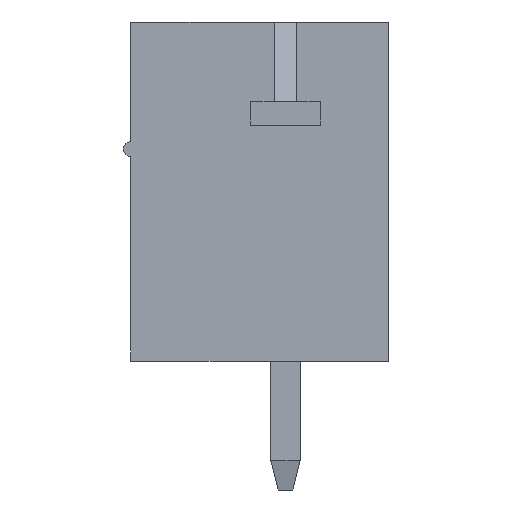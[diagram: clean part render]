
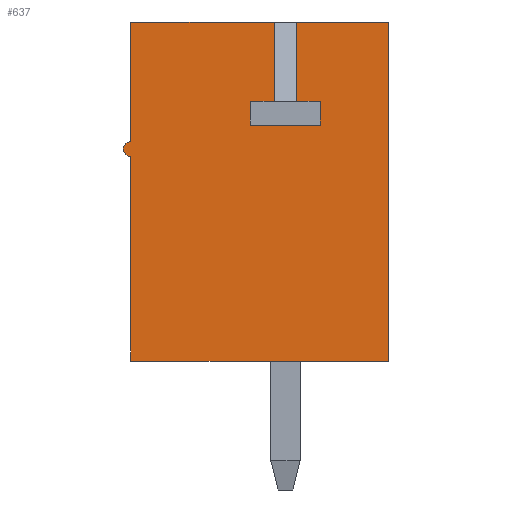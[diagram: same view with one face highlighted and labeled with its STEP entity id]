
A CAD part, left-side view. The second image highlights one B-rep face of the part: STEP entity #637.
In plain terms, the highlighted planar face has unit normal (-1, 0, 0).
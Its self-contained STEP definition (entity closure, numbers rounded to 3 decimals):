
#637 = ADVANCED_FACE( '', ( #1483 ), #1484, .F. );
#1483 = FACE_OUTER_BOUND( '', #2573, .T. );
#1484 = PLANE( '', #2574 );
#2573 = EDGE_LOOP( '', ( #4266, #4267, #4268, #4269, #4270, #4271, #4272, #4273, #4274, #4275, #4276, #4277, #4278, #4279 ) );
#2574 = AXIS2_PLACEMENT_3D( '', #4280, #4281, #4282 );
#4266 = ORIENTED_EDGE( '', *, *, #7261, .T. );
#4267 = ORIENTED_EDGE( '', *, *, #7262, .T. );
#4268 = ORIENTED_EDGE( '', *, *, #7259, .F. );
#4269 = ORIENTED_EDGE( '', *, *, #7263, .T. );
#4270 = ORIENTED_EDGE( '', *, *, #7264, .T. );
#4271 = ORIENTED_EDGE( '', *, *, #7265, .T. );
#4272 = ORIENTED_EDGE( '', *, *, #7266, .F. );
#4273 = ORIENTED_EDGE( '', *, *, #7267, .F. );
#4274 = ORIENTED_EDGE( '', *, *, #7253, .F. );
#4275 = ORIENTED_EDGE( '', *, *, #7268, .T. );
#4276 = ORIENTED_EDGE( '', *, *, #7269, .T. );
#4277 = ORIENTED_EDGE( '', *, *, #7270, .T. );
#4278 = ORIENTED_EDGE( '', *, *, #7271, .T. );
#4279 = ORIENTED_EDGE( '', *, *, #7272, .T. );
#4280 = CARTESIAN_POINT( '', ( -13.93, 0., 0. ) );
#4281 = DIRECTION( '', ( 1., 0., 0. ) );
#4282 = DIRECTION( '', ( 0., 0., -1. ) );
#7253 = EDGE_CURVE( '', #8961, #8963, #8964, .T. );
#7259 = EDGE_CURVE( '', #8971, #8960, #8973, .T. );
#7261 = EDGE_CURVE( '', #8975, #8976, #8977, .T. );
#7262 = EDGE_CURVE( '', #8976, #8960, #8978, .T. );
#7263 = EDGE_CURVE( '', #8971, #8979, #8980, .T. );
#7264 = EDGE_CURVE( '', #8979, #8981, #8982, .F. );
#7265 = EDGE_CURVE( '', #8981, #8983, #8984, .T. );
#7266 = EDGE_CURVE( '', #8985, #8983, #8986, .T. );
#7267 = EDGE_CURVE( '', #8963, #8985, #8987, .T. );
#7268 = EDGE_CURVE( '', #8961, #8988, #8989, .T. );
#7269 = EDGE_CURVE( '', #8988, #8990, #8991, .T. );
#7270 = EDGE_CURVE( '', #8990, #8992, #8993, .T. );
#7271 = EDGE_CURVE( '', #8992, #8994, #8995, .T. );
#7272 = EDGE_CURVE( '', #8994, #8975, #8996, .T. );
#8960 = VERTEX_POINT( '', #11356 );
#8961 = VERTEX_POINT( '', #11357 );
#8963 = VERTEX_POINT( '', #11360 );
#8964 = LINE( '', #11361, #11362 );
#8971 = VERTEX_POINT( '', #11373 );
#8973 = LINE( '', #11376, #11377 );
#8975 = VERTEX_POINT( '', #11379 );
#8976 = VERTEX_POINT( '', #11380 );
#8977 = LINE( '', #11381, #11382 );
#8978 = LINE( '', #11383, #11384 );
#8979 = VERTEX_POINT( '', #11385 );
#8980 = LINE( '', #11386, #11387 );
#8981 = VERTEX_POINT( '', #11388 );
#8982 = CIRCLE( '', #11389, 0.2 );
#8983 = VERTEX_POINT( '', #11390 );
#8984 = LINE( '', #11391, #11392 );
#8985 = VERTEX_POINT( '', #11393 );
#8986 = LINE( '', #11394, #11395 );
#8987 = LINE( '', #11396, #11397 );
#8988 = VERTEX_POINT( '', #11398 );
#8989 = LINE( '', #11399, #11400 );
#8990 = VERTEX_POINT( '', #11401 );
#8991 = LINE( '', #11402, #11403 );
#8992 = VERTEX_POINT( '', #11404 );
#8993 = LINE( '', #11405, #11406 );
#8994 = VERTEX_POINT( '', #11407 );
#8995 = LINE( '', #11408, #11409 );
#8996 = LINE( '', #11410, #11411 );
#11356 = CARTESIAN_POINT( '', ( -13.93, -0.5, 4.6 ) );
#11357 = CARTESIAN_POINT( '', ( -13.93, -1.1, 4.6 ) );
#11360 = CARTESIAN_POINT( '', ( -13.93, -3.6, 4.6 ) );
#11361 = CARTESIAN_POINT( '', ( -13.93, 3.6, 4.6 ) );
#11362 = VECTOR( '', #13390, 1000. );
#11373 = CARTESIAN_POINT( '', ( -13.93, 3.4, 4.6 ) );
#11376 = CARTESIAN_POINT( '', ( -13.93, 3.6, 4.6 ) );
#11377 = VECTOR( '', #13396, 1000. );
#11379 = CARTESIAN_POINT( '', ( -13.93, 0.15, 2.45 ) );
#11380 = CARTESIAN_POINT( '', ( -13.93, -0.5, 2.45 ) );
#11381 = CARTESIAN_POINT( '', ( -13.93, 0.15, 2.45 ) );
#11382 = VECTOR( '', #13397, 1000. );
#11383 = CARTESIAN_POINT( '', ( -13.93, -0.5, 2.45 ) );
#11384 = VECTOR( '', #13398, 1000. );
#11385 = CARTESIAN_POINT( '', ( -13.93, 3.4, 1.35 ) );
#11386 = CARTESIAN_POINT( '', ( -13.93, 3.4, 0. ) );
#11387 = VECTOR( '', #13399, 1000. );
#11388 = CARTESIAN_POINT( '', ( -13.93, 3.4, 0.95 ) );
#11389 = AXIS2_PLACEMENT_3D( '', #13400, #13401, #13402 );
#11390 = CARTESIAN_POINT( '', ( -13.93, 3.4, -4.6 ) );
#11391 = CARTESIAN_POINT( '', ( -13.93, 3.4, 0. ) );
#11392 = VECTOR( '', #13403, 1000. );
#11393 = CARTESIAN_POINT( '', ( -13.93, -3.6, -4.6 ) );
#11394 = CARTESIAN_POINT( '', ( -13.93, -3.6, -4.6 ) );
#11395 = VECTOR( '', #13404, 1000. );
#11396 = CARTESIAN_POINT( '', ( -13.93, -3.6, 4.6 ) );
#11397 = VECTOR( '', #13405, 1000. );
#11398 = CARTESIAN_POINT( '', ( -13.93, -1.1, 2.45 ) );
#11399 = CARTESIAN_POINT( '', ( -13.93, -1.1, 4.6 ) );
#11400 = VECTOR( '', #13406, 1000. );
#11401 = CARTESIAN_POINT( '', ( -13.93, -1.75, 2.45 ) );
#11402 = CARTESIAN_POINT( '', ( -13.93, -1.1, 2.45 ) );
#11403 = VECTOR( '', #13407, 1000. );
#11404 = CARTESIAN_POINT( '', ( -13.93, -1.75, 1.8 ) );
#11405 = CARTESIAN_POINT( '', ( -13.93, -1.75, 2.45 ) );
#11406 = VECTOR( '', #13408, 1000. );
#11407 = CARTESIAN_POINT( '', ( -13.93, 0.15, 1.8 ) );
#11408 = CARTESIAN_POINT( '', ( -13.93, -1.75, 1.8 ) );
#11409 = VECTOR( '', #13409, 1000. );
#11410 = CARTESIAN_POINT( '', ( -13.93, 0.15, 1.8 ) );
#11411 = VECTOR( '', #13410, 1000. );
#13390 = DIRECTION( '', ( 0., -1., 0. ) );
#13396 = DIRECTION( '', ( 0., -1., 0. ) );
#13397 = DIRECTION( '', ( 0., -1., 0. ) );
#13398 = DIRECTION( '', ( 0., 0., 1. ) );
#13399 = DIRECTION( '', ( 0., 0., -1. ) );
#13400 = CARTESIAN_POINT( '', ( -13.93, 3.4, 1.15 ) );
#13401 = DIRECTION( '', ( 1., 0., 0. ) );
#13402 = DIRECTION( '', ( 0., 0., -1. ) );
#13403 = DIRECTION( '', ( 0., 0., -1. ) );
#13404 = DIRECTION( '', ( 0., 1., 0. ) );
#13405 = DIRECTION( '', ( 0., 0., -1. ) );
#13406 = DIRECTION( '', ( 0., 0., -1. ) );
#13407 = DIRECTION( '', ( 0., -1., 0. ) );
#13408 = DIRECTION( '', ( 0., 0., -1. ) );
#13409 = DIRECTION( '', ( 0., 1., 0. ) );
#13410 = DIRECTION( '', ( 0., 0., 1. ) );
